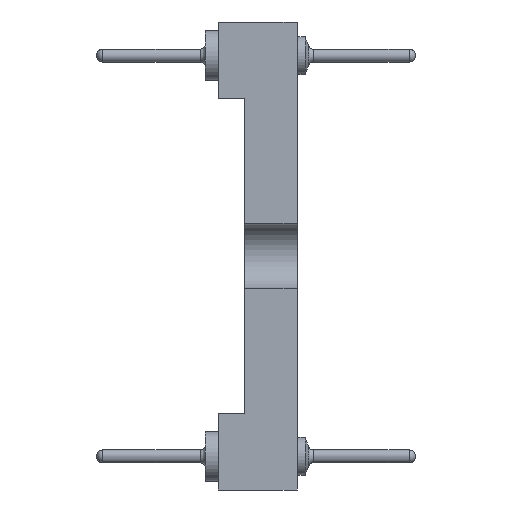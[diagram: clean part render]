
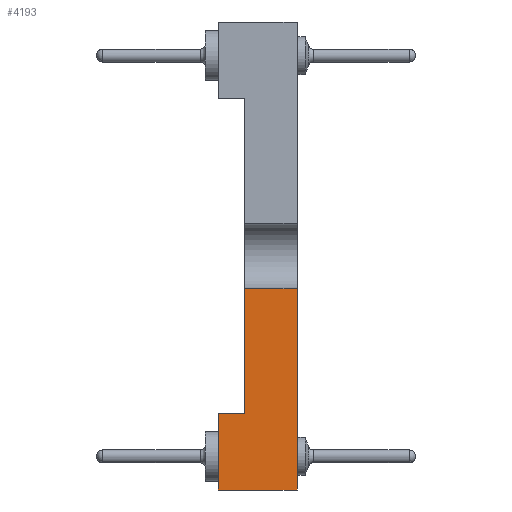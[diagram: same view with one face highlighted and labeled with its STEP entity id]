
A CAD part, left-side view. The second image highlights one B-rep face of the part: STEP entity #4193.
In plain terms, the highlighted planar face has unit normal (-1, 0, 0).
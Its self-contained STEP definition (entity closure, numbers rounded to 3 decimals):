
#216 = PLANE('',#217);
#217 = AXIS2_PLACEMENT_3D('',#218,#219,#220);
#218 = CARTESIAN_POINT('',(0.,0.,0.));
#219 = DIRECTION('',(0.,1.,0.));
#220 = DIRECTION('',(0.,-0.,1.));
#4193 = ADVANCED_FACE('',(#4194),#4208,.F.);
#4194 = FACE_BOUND('',#4195,.T.);
#4195 = EDGE_LOOP('',(#4196,#4226,#4254,#4282,#4310,#4338));
#4196 = ORIENTED_EDGE('',*,*,#4197,.T.);
#4197 = EDGE_CURVE('',#4198,#4200,#4202,.T.);
#4198 = VERTEX_POINT('',#4199);
#4199 = CARTESIAN_POINT('',(-25.4,0.,-8.9));
#4200 = VERTEX_POINT('',#4201);
#4201 = CARTESIAN_POINT('',(-25.4,0.,-1.25));
#4202 = SURFACE_CURVE('',#4203,(#4207,#4219),.PCURVE_S1.);
#4203 = LINE('',#4204,#4205);
#4204 = CARTESIAN_POINT('',(-25.4,0.,-8.9));
#4205 = VECTOR('',#4206,1.);
#4206 = DIRECTION('',(0.,0.,1.));
#4207 = PCURVE('',#4208,#4213);
#4208 = PLANE('',#4209);
#4209 = AXIS2_PLACEMENT_3D('',#4210,#4211,#4212);
#4210 = CARTESIAN_POINT('',(-25.4,3.,-8.9));
#4211 = DIRECTION('',(1.,0.,0.));
#4212 = DIRECTION('',(0.,0.,-1.));
#4213 = DEFINITIONAL_REPRESENTATION('',(#4214),#4218);
#4214 = LINE('',#4215,#4216);
#4215 = CARTESIAN_POINT('',(0.,-3.));
#4216 = VECTOR('',#4217,1.);
#4217 = DIRECTION('',(-1.,0.));
#4218 = ( GEOMETRIC_REPRESENTATION_CONTEXT(2) 
PARAMETRIC_REPRESENTATION_CONTEXT() REPRESENTATION_CONTEXT('2D SPACE',''
  ) );
#4219 = PCURVE('',#216,#4220);
#4220 = DEFINITIONAL_REPRESENTATION('',(#4221),#4225);
#4221 = LINE('',#4222,#4223);
#4222 = CARTESIAN_POINT('',(-8.9,-25.4));
#4223 = VECTOR('',#4224,1.);
#4224 = DIRECTION('',(1.,0.));
#4225 = ( GEOMETRIC_REPRESENTATION_CONTEXT(2) 
PARAMETRIC_REPRESENTATION_CONTEXT() REPRESENTATION_CONTEXT('2D SPACE',''
  ) );
#4226 = ORIENTED_EDGE('',*,*,#4227,.T.);
#4227 = EDGE_CURVE('',#4200,#4228,#4230,.T.);
#4228 = VERTEX_POINT('',#4229);
#4229 = CARTESIAN_POINT('',(-25.4,2.,-1.25));
#4230 = SURFACE_CURVE('',#4231,(#4235,#4242),.PCURVE_S1.);
#4231 = LINE('',#4232,#4233);
#4232 = CARTESIAN_POINT('',(-25.4,0.,-1.25));
#4233 = VECTOR('',#4234,1.);
#4234 = DIRECTION('',(-0.,1.,-0.));
#4235 = PCURVE('',#4208,#4236);
#4236 = DEFINITIONAL_REPRESENTATION('',(#4237),#4241);
#4237 = LINE('',#4238,#4239);
#4238 = CARTESIAN_POINT('',(-7.65,-3.));
#4239 = VECTOR('',#4240,1.);
#4240 = DIRECTION('',(0.,1.));
#4241 = ( GEOMETRIC_REPRESENTATION_CONTEXT(2) 
PARAMETRIC_REPRESENTATION_CONTEXT() REPRESENTATION_CONTEXT('2D SPACE',''
  ) );
#4242 = PCURVE('',#4243,#4248);
#4243 = CYLINDRICAL_SURFACE('',#4244,1.25);
#4244 = AXIS2_PLACEMENT_3D('',#4245,#4246,#4247);
#4245 = CARTESIAN_POINT('',(-25.4,0.,0.));
#4246 = DIRECTION('',(-0.,1.,-0.));
#4247 = DIRECTION('',(0.,0.,1.));
#4248 = DEFINITIONAL_REPRESENTATION('',(#4249),#4253);
#4249 = LINE('',#4250,#4251);
#4250 = CARTESIAN_POINT('',(3.142,0.));
#4251 = VECTOR('',#4252,1.);
#4252 = DIRECTION('',(0.,1.));
#4253 = ( GEOMETRIC_REPRESENTATION_CONTEXT(2) 
PARAMETRIC_REPRESENTATION_CONTEXT() REPRESENTATION_CONTEXT('2D SPACE',''
  ) );
#4254 = ORIENTED_EDGE('',*,*,#4255,.T.);
#4255 = EDGE_CURVE('',#4228,#4256,#4258,.T.);
#4256 = VERTEX_POINT('',#4257);
#4257 = CARTESIAN_POINT('',(-25.4,2.,-6.));
#4258 = SURFACE_CURVE('',#4259,(#4263,#4270),.PCURVE_S1.);
#4259 = LINE('',#4260,#4261);
#4260 = CARTESIAN_POINT('',(-25.4,2.,6.));
#4261 = VECTOR('',#4262,1.);
#4262 = DIRECTION('',(0.,0.,-1.));
#4263 = PCURVE('',#4208,#4264);
#4264 = DEFINITIONAL_REPRESENTATION('',(#4265),#4269);
#4265 = LINE('',#4266,#4267);
#4266 = CARTESIAN_POINT('',(-14.9,-1.));
#4267 = VECTOR('',#4268,1.);
#4268 = DIRECTION('',(1.,0.));
#4269 = ( GEOMETRIC_REPRESENTATION_CONTEXT(2) 
PARAMETRIC_REPRESENTATION_CONTEXT() REPRESENTATION_CONTEXT('2D SPACE',''
  ) );
#4270 = PCURVE('',#4271,#4276);
#4271 = PLANE('',#4272);
#4272 = AXIS2_PLACEMENT_3D('',#4273,#4274,#4275);
#4273 = CARTESIAN_POINT('',(-25.4,2.,6.));
#4274 = DIRECTION('',(0.,-1.,-0.));
#4275 = DIRECTION('',(0.,0.,-1.));
#4276 = DEFINITIONAL_REPRESENTATION('',(#4277),#4281);
#4277 = LINE('',#4278,#4279);
#4278 = CARTESIAN_POINT('',(0.,0.));
#4279 = VECTOR('',#4280,1.);
#4280 = DIRECTION('',(1.,0.));
#4281 = ( GEOMETRIC_REPRESENTATION_CONTEXT(2) 
PARAMETRIC_REPRESENTATION_CONTEXT() REPRESENTATION_CONTEXT('2D SPACE',''
  ) );
#4282 = ORIENTED_EDGE('',*,*,#4283,.T.);
#4283 = EDGE_CURVE('',#4256,#4284,#4286,.T.);
#4284 = VERTEX_POINT('',#4285);
#4285 = CARTESIAN_POINT('',(-25.4,3.,-6.));
#4286 = SURFACE_CURVE('',#4287,(#4291,#4298),.PCURVE_S1.);
#4287 = LINE('',#4288,#4289);
#4288 = CARTESIAN_POINT('',(-25.4,3.,-6.));
#4289 = VECTOR('',#4290,1.);
#4290 = DIRECTION('',(-0.,1.,-0.));
#4291 = PCURVE('',#4208,#4292);
#4292 = DEFINITIONAL_REPRESENTATION('',(#4293),#4297);
#4293 = LINE('',#4294,#4295);
#4294 = CARTESIAN_POINT('',(-2.9,0.));
#4295 = VECTOR('',#4296,1.);
#4296 = DIRECTION('',(0.,1.));
#4297 = ( GEOMETRIC_REPRESENTATION_CONTEXT(2) 
PARAMETRIC_REPRESENTATION_CONTEXT() REPRESENTATION_CONTEXT('2D SPACE',''
  ) );
#4298 = PCURVE('',#4299,#4304);
#4299 = PLANE('',#4300);
#4300 = AXIS2_PLACEMENT_3D('',#4301,#4302,#4303);
#4301 = CARTESIAN_POINT('',(-22.4,0.,-6.));
#4302 = DIRECTION('',(0.,0.,-1.));
#4303 = DIRECTION('',(-1.,0.,0.));
#4304 = DEFINITIONAL_REPRESENTATION('',(#4305),#4309);
#4305 = LINE('',#4306,#4307);
#4306 = CARTESIAN_POINT('',(3.,3.));
#4307 = VECTOR('',#4308,1.);
#4308 = DIRECTION('',(0.,1.));
#4309 = ( GEOMETRIC_REPRESENTATION_CONTEXT(2) 
PARAMETRIC_REPRESENTATION_CONTEXT() REPRESENTATION_CONTEXT('2D SPACE',''
  ) );
#4310 = ORIENTED_EDGE('',*,*,#4311,.F.);
#4311 = EDGE_CURVE('',#4312,#4284,#4314,.T.);
#4312 = VERTEX_POINT('',#4313);
#4313 = CARTESIAN_POINT('',(-25.4,3.,-8.9));
#4314 = SURFACE_CURVE('',#4315,(#4319,#4326),.PCURVE_S1.);
#4315 = LINE('',#4316,#4317);
#4316 = CARTESIAN_POINT('',(-25.4,3.,-8.9));
#4317 = VECTOR('',#4318,1.);
#4318 = DIRECTION('',(0.,0.,1.));
#4319 = PCURVE('',#4208,#4320);
#4320 = DEFINITIONAL_REPRESENTATION('',(#4321),#4325);
#4321 = LINE('',#4322,#4323);
#4322 = CARTESIAN_POINT('',(0.,0.));
#4323 = VECTOR('',#4324,1.);
#4324 = DIRECTION('',(-1.,0.));
#4325 = ( GEOMETRIC_REPRESENTATION_CONTEXT(2) 
PARAMETRIC_REPRESENTATION_CONTEXT() REPRESENTATION_CONTEXT('2D SPACE',''
  ) );
#4326 = PCURVE('',#4327,#4332);
#4327 = PLANE('',#4328);
#4328 = AXIS2_PLACEMENT_3D('',#4329,#4330,#4331);
#4329 = CARTESIAN_POINT('',(0.,3.,0.));
#4330 = DIRECTION('',(0.,1.,0.));
#4331 = DIRECTION('',(0.,-0.,1.));
#4332 = DEFINITIONAL_REPRESENTATION('',(#4333),#4337);
#4333 = LINE('',#4334,#4335);
#4334 = CARTESIAN_POINT('',(-8.9,-25.4));
#4335 = VECTOR('',#4336,1.);
#4336 = DIRECTION('',(1.,0.));
#4337 = ( GEOMETRIC_REPRESENTATION_CONTEXT(2) 
PARAMETRIC_REPRESENTATION_CONTEXT() REPRESENTATION_CONTEXT('2D SPACE',''
  ) );
#4338 = ORIENTED_EDGE('',*,*,#4339,.T.);
#4339 = EDGE_CURVE('',#4312,#4198,#4340,.T.);
#4340 = SURFACE_CURVE('',#4341,(#4345,#4352),.PCURVE_S1.);
#4341 = LINE('',#4342,#4343);
#4342 = CARTESIAN_POINT('',(-25.4,3.,-8.9));
#4343 = VECTOR('',#4344,1.);
#4344 = DIRECTION('',(-0.,-1.,-0.));
#4345 = PCURVE('',#4208,#4346);
#4346 = DEFINITIONAL_REPRESENTATION('',(#4347),#4351);
#4347 = LINE('',#4348,#4349);
#4348 = CARTESIAN_POINT('',(0.,0.));
#4349 = VECTOR('',#4350,1.);
#4350 = DIRECTION('',(0.,-1.));
#4351 = ( GEOMETRIC_REPRESENTATION_CONTEXT(2) 
PARAMETRIC_REPRESENTATION_CONTEXT() REPRESENTATION_CONTEXT('2D SPACE',''
  ) );
#4352 = PCURVE('',#4353,#4358);
#4353 = PLANE('',#4354);
#4354 = AXIS2_PLACEMENT_3D('',#4355,#4356,#4357);
#4355 = CARTESIAN_POINT('',(-25.4,3.,-8.9));
#4356 = DIRECTION('',(0.,0.,1.));
#4357 = DIRECTION('',(1.,0.,-0.));
#4358 = DEFINITIONAL_REPRESENTATION('',(#4359),#4363);
#4359 = LINE('',#4360,#4361);
#4360 = CARTESIAN_POINT('',(0.,0.));
#4361 = VECTOR('',#4362,1.);
#4362 = DIRECTION('',(0.,-1.));
#4363 = ( GEOMETRIC_REPRESENTATION_CONTEXT(2) 
PARAMETRIC_REPRESENTATION_CONTEXT() REPRESENTATION_CONTEXT('2D SPACE',''
  ) );
